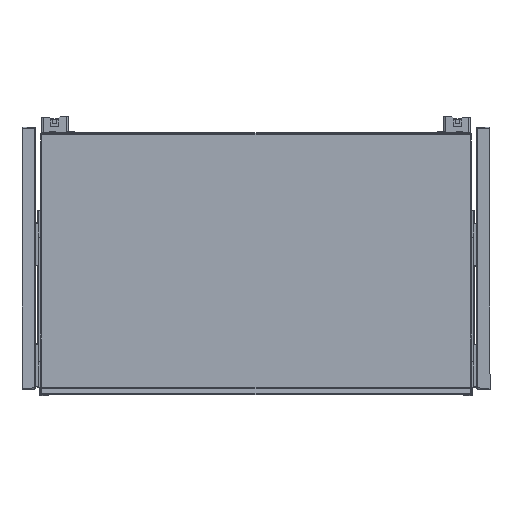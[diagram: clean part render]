
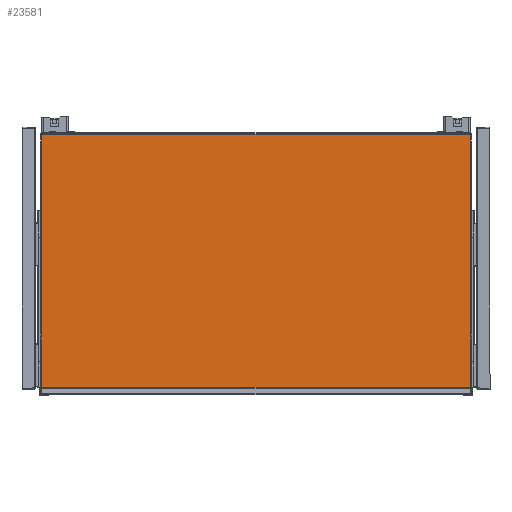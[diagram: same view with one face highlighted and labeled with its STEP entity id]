
A CAD part, top view. The second image highlights one B-rep face of the part: STEP entity #23581.
In plain terms, the highlighted planar face has unit normal (0, 0, 1).
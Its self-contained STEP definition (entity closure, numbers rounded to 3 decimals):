
#1066=PLANE('',#25158);
#2054=FACE_OUTER_BOUND('',#3392,.T.);
#3392=EDGE_LOOP('',(#18582,#18583,#18584,#18585,#18586,#18587,#18588,#18589,
#18590,#18591,#18592,#18593,#18594,#18595));
#4514=LINE('',#33111,#7186);
#4539=LINE('',#33164,#7211);
#5700=LINE('',#38015,#8372);
#5703=LINE('',#38021,#8375);
#5704=LINE('',#38024,#8376);
#5706=LINE('',#38028,#8378);
#5711=LINE('',#38042,#8383);
#5712=LINE('',#38044,#8384);
#5713=LINE('',#38046,#8385);
#5714=LINE('',#38047,#8386);
#5715=LINE('',#38049,#8387);
#5716=LINE('',#38050,#8388);
#7186=VECTOR('',#26605,10.);
#7211=VECTOR('',#26640,10.);
#8372=VECTOR('',#28837,10.);
#8375=VECTOR('',#28842,10.);
#8376=VECTOR('',#28845,10.);
#8378=VECTOR('',#28849,10.);
#8383=VECTOR('',#28870,10.);
#8384=VECTOR('',#28873,10.);
#8385=VECTOR('',#28874,10.);
#8386=VECTOR('',#28875,10.);
#8387=VECTOR('',#28876,10.);
#8388=VECTOR('',#28877,10.);
#9843=CIRCLE('',#24621,1.);
#9846=CIRCLE('',#24627,1.);
#10490=VERTEX_POINT('',#33098);
#10491=VERTEX_POINT('',#33099);
#10495=VERTEX_POINT('',#33109);
#10513=VERTEX_POINT('',#33149);
#10514=VERTEX_POINT('',#33150);
#10518=VERTEX_POINT('',#33162);
#11423=VERTEX_POINT('',#38011);
#11424=VERTEX_POINT('',#38013);
#11425=VERTEX_POINT('',#38017);
#11426=VERTEX_POINT('',#38019);
#11427=VERTEX_POINT('',#38023);
#11428=VERTEX_POINT('',#38027);
#11430=VERTEX_POINT('',#38045);
#11431=VERTEX_POINT('',#38048);
#12713=EDGE_CURVE('',#10490,#10491,#9843,.T.);
#12719=EDGE_CURVE('',#10495,#10490,#4514,.T.);
#12738=EDGE_CURVE('',#10513,#10514,#9846,.T.);
#12746=EDGE_CURVE('',#10518,#10513,#4539,.T.);
#14057=EDGE_CURVE('',#11424,#11423,#5700,.T.);
#14060=EDGE_CURVE('',#11426,#11425,#5703,.T.);
#14061=EDGE_CURVE('',#11427,#10514,#5704,.T.);
#14063=EDGE_CURVE('',#10491,#11428,#5706,.T.);
#14072=EDGE_CURVE('',#11428,#10518,#5711,.T.);
#14073=EDGE_CURVE('',#11423,#10495,#5712,.T.);
#14074=EDGE_CURVE('',#11430,#11424,#5713,.T.);
#14075=EDGE_CURVE('',#11430,#11425,#5714,.T.);
#14076=EDGE_CURVE('',#11431,#11426,#5715,.T.);
#14077=EDGE_CURVE('',#11431,#11427,#5716,.T.);
#18582=ORIENTED_EDGE('',*,*,#12713,.F.);
#18583=ORIENTED_EDGE('',*,*,#12719,.F.);
#18584=ORIENTED_EDGE('',*,*,#14073,.F.);
#18585=ORIENTED_EDGE('',*,*,#14057,.F.);
#18586=ORIENTED_EDGE('',*,*,#14074,.F.);
#18587=ORIENTED_EDGE('',*,*,#14075,.T.);
#18588=ORIENTED_EDGE('',*,*,#14060,.F.);
#18589=ORIENTED_EDGE('',*,*,#14076,.F.);
#18590=ORIENTED_EDGE('',*,*,#14077,.T.);
#18591=ORIENTED_EDGE('',*,*,#14061,.T.);
#18592=ORIENTED_EDGE('',*,*,#12738,.F.);
#18593=ORIENTED_EDGE('',*,*,#12746,.F.);
#18594=ORIENTED_EDGE('',*,*,#14072,.F.);
#18595=ORIENTED_EDGE('',*,*,#14063,.F.);
#23581=ADVANCED_FACE('',(#2054),#1066,.T.);
#24621=AXIS2_PLACEMENT_3D('',#33100,#26595,#26596);
#24627=AXIS2_PLACEMENT_3D('',#33151,#26629,#26630);
#25158=AXIS2_PLACEMENT_3D('',#38043,#28871,#28872);
#26595=DIRECTION('center_axis',(0.,0.,-1.));
#26596=DIRECTION('ref_axis',(-0.707,0.707,0.));
#26605=DIRECTION('',(0.,1.,0.));
#26629=DIRECTION('center_axis',(0.,0.,-1.));
#26630=DIRECTION('ref_axis',(0.707,0.707,0.));
#26640=DIRECTION('',(1.,0.,0.));
#28837=DIRECTION('',(-1.,0.,0.));
#28842=DIRECTION('',(0.,-1.,0.));
#28845=DIRECTION('',(0.,1.,0.));
#28849=DIRECTION('',(1.,0.,0.));
#28870=DIRECTION('',(1.,0.,0.));
#28871=DIRECTION('center_axis',(0.,0.,1.));
#28872=DIRECTION('ref_axis',(1.,0.,0.));
#28873=DIRECTION('',(0.,1.,0.));
#28874=DIRECTION('',(0.,1.,0.));
#28875=DIRECTION('',(1.,0.,0.));
#28876=DIRECTION('',(-1.,0.,0.));
#28877=DIRECTION('',(0.,1.,0.));
#33098=CARTESIAN_POINT('',(-397.75,482.85,1.25));
#33099=CARTESIAN_POINT('',(-396.75,483.85,1.25));
#33100=CARTESIAN_POINT('Origin',(-396.75,482.85,1.25));
#33109=CARTESIAN_POINT('',(-397.75,471.15,1.25));
#33111=CARTESIAN_POINT('',(-397.75,471.15,1.25));
#33149=CARTESIAN_POINT('',(396.75,483.85,1.25));
#33150=CARTESIAN_POINT('',(397.75,482.85,1.25));
#33151=CARTESIAN_POINT('Origin',(396.75,482.85,1.25));
#33162=CARTESIAN_POINT('',(390.05,483.85,1.25));
#33164=CARTESIAN_POINT('',(390.05,483.85,1.25));
#38011=CARTESIAN_POINT('',(-397.75,13.15,1.25));
#38013=CARTESIAN_POINT('',(-385.05,13.15,1.25));
#38015=CARTESIAN_POINT('',(-385.05,13.15,1.25));
#38017=CARTESIAN_POINT('',(385.05,11.9,1.25));
#38019=CARTESIAN_POINT('',(385.05,13.15,1.25));
#38021=CARTESIAN_POINT('',(385.05,13.15,1.25));
#38023=CARTESIAN_POINT('',(397.75,471.15,1.25));
#38024=CARTESIAN_POINT('',(397.75,130.512,1.25));
#38027=CARTESIAN_POINT('',(-390.05,483.85,1.25));
#38028=CARTESIAN_POINT('',(390.05,483.85,1.25));
#38042=CARTESIAN_POINT('',(390.05,483.85,1.25));
#38043=CARTESIAN_POINT('Origin',(0.,247.875,
1.25));
#38044=CARTESIAN_POINT('',(-397.75,471.15,1.25));
#38045=CARTESIAN_POINT('',(-385.05,11.9,1.25));
#38046=CARTESIAN_POINT('',(-385.05,9.4,1.25));
#38047=CARTESIAN_POINT('',(192.525,11.9,1.25));
#38048=CARTESIAN_POINT('',(397.75,13.15,1.25));
#38049=CARTESIAN_POINT('',(400.25,13.15,1.25));
#38050=CARTESIAN_POINT('',(397.75,130.512,1.25));
